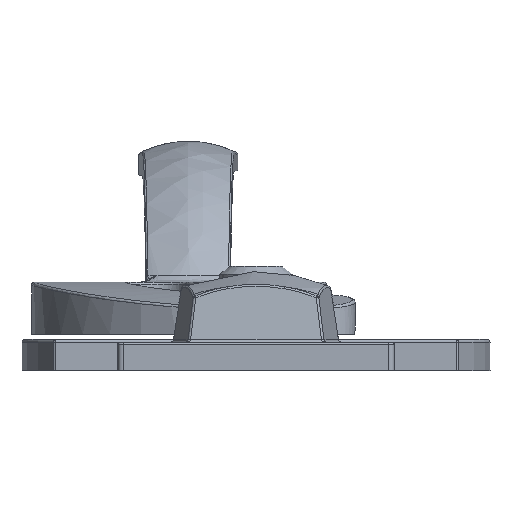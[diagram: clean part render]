
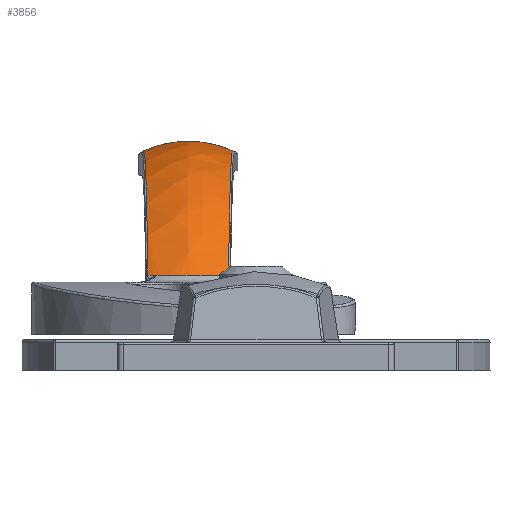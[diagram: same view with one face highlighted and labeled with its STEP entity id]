
A CAD part, left-side view. The second image highlights one B-rep face of the part: STEP entity #3856.
In plain terms, the highlighted free-form (B-spline) face has degree [2, 2] with [3, 5] control points.
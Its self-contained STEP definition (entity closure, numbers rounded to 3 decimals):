
#66=B_SPLINE_CURVE_WITH_KNOTS('',3,(#6391,#6392,#6393,#6394,#6395,#6396),
 .UNSPECIFIED.,.F.,.F.,(4,1,1,4),(0.,1.58,3.16,
5.529),.UNSPECIFIED.);
#77=B_SPLINE_CURVE_WITH_KNOTS('',3,(#6614,#6615,#6616,#6617,#6618,#6619),
 .UNSPECIFIED.,.F.,.F.,(4,1,1,4),(0.,2.373,3.954,
5.536),.UNSPECIFIED.);
#81=B_SPLINE_CURVE_WITH_KNOTS('',3,(#6696,#6697,#6698,#6699,#6700,#6701),
 .UNSPECIFIED.,.F.,.F.,(4,2,4),(0.229,0.723,1.107),
 .UNSPECIFIED.);
#82=B_SPLINE_CURVE_WITH_KNOTS('',3,(#6702,#6703,#6704,#6705,#6706,#6707),
 .UNSPECIFIED.,.F.,.F.,(4,2,4),(1.107,1.48,1.975),
 .UNSPECIFIED.);
#104=B_SPLINE_CURVE_WITH_KNOTS('',3,(#7318,#7319,#7320,#7321,#7322,#7323,
#7324),.UNSPECIFIED.,.F.,.F.,(4,3,4),(0.138,0.929,
1.984),.UNSPECIFIED.);
#946=FACE_OUTER_BOUND('',#1227,.T.);
#1227=EDGE_LOOP('',(#3189,#3190,#3191,#3192,#3193));
#1783=VERTEX_POINT('',#6346);
#1785=VERTEX_POINT('',#6389);
#1794=VERTEX_POINT('',#6564);
#1796=VERTEX_POINT('',#6605);
#1802=VERTEX_POINT('',#6695);
#2226=EDGE_CURVE('',#1785,#1783,#66,.T.);
#2244=EDGE_CURVE('',#1794,#1796,#77,.T.);
#2251=EDGE_CURVE('',#1783,#1802,#81,.T.);
#2252=EDGE_CURVE('',#1802,#1794,#82,.T.);
#2334=EDGE_CURVE('',#1796,#1785,#104,.T.);
#3189=ORIENTED_EDGE('',*,*,#2244,.F.);
#3190=ORIENTED_EDGE('',*,*,#2252,.F.);
#3191=ORIENTED_EDGE('',*,*,#2251,.F.);
#3192=ORIENTED_EDGE('',*,*,#2226,.F.);
#3193=ORIENTED_EDGE('',*,*,#2334,.F.);
#3706=(
BOUNDED_SURFACE()
B_SPLINE_SURFACE(2,2,((#7325,#7326,#7327,#7328,#7329),(#7330,#7331,#7332,
#7333,#7334),(#7335,#7336,#7337,#7338,#7339)),.UNSPECIFIED.,.F.,.F.,.F.)
B_SPLINE_SURFACE_WITH_KNOTS((3,3),(3,2,3),(2.964,4.285),
(0.,1.084,2.168),.UNSPECIFIED.)
GEOMETRIC_REPRESENTATION_ITEM()
RATIONAL_B_SPLINE_SURFACE(((1.,0.857,1.,0.857,1.),
(0.79,0.676,0.79,0.676,
0.79),(1.,0.857,1.,0.857,1.)))
REPRESENTATION_ITEM('')
SURFACE()
);
#3856=ADVANCED_FACE('',(#946),#3706,.F.);
#6346=CARTESIAN_POINT('',(84.,21.492,35.135));
#6389=CARTESIAN_POINT('',(35.84,20.741,11.341));
#6391=CARTESIAN_POINT('Ctrl Pts',(35.84,20.741,11.341));
#6392=CARTESIAN_POINT('Ctrl Pts',(39.034,20.791,15.578));
#6393=CARTESIAN_POINT('Ctrl Pts',(46.556,20.908,23.195));
#6394=CARTESIAN_POINT('Ctrl Pts',(62.763,21.161,32.602));
#6395=CARTESIAN_POINT('Ctrl Pts',(76.042,21.368,35.193));
#6396=CARTESIAN_POINT('Ctrl Pts',(84.,21.492,35.135));
#6564=CARTESIAN_POINT('',(84.,4.511,35.18));
#6605=CARTESIAN_POINT('',(35.787,5.262,11.338));
#6614=CARTESIAN_POINT('Ctrl Pts',(84.,4.511,35.18));
#6615=CARTESIAN_POINT('Ctrl Pts',(76.032,4.635,35.238));
#6616=CARTESIAN_POINT('Ctrl Pts',(62.736,4.842,32.64));
#6617=CARTESIAN_POINT('Ctrl Pts',(46.511,5.095,23.214));
#6618=CARTESIAN_POINT('Ctrl Pts',(38.983,5.213,15.583));
#6619=CARTESIAN_POINT('Ctrl Pts',(35.787,5.262,11.338));
#6695=CARTESIAN_POINT('',(84.,12.953,37.));
#6696=CARTESIAN_POINT('Ctrl Pts',(84.,21.492,35.136));
#6697=CARTESIAN_POINT('Ctrl Pts',(84.,19.997,35.833));
#6698=CARTESIAN_POINT('Ctrl Pts',(84.,18.408,36.337));
#6699=CARTESIAN_POINT('Ctrl Pts',(84.,15.521,36.881));
#6700=CARTESIAN_POINT('Ctrl Pts',(84.,14.237,37.));
#6701=CARTESIAN_POINT('Ctrl Pts',(84.,12.953,37.));
#6702=CARTESIAN_POINT('Ctrl Pts',(84.,12.953,37.));
#6703=CARTESIAN_POINT('Ctrl Pts',(84.,11.706,37.));
#6704=CARTESIAN_POINT('Ctrl Pts',(84.,10.46,36.888));
#6705=CARTESIAN_POINT('Ctrl Pts',(84.,7.604,36.366));
#6706=CARTESIAN_POINT('Ctrl Pts',(84.,6.011,35.87));
#6707=CARTESIAN_POINT('Ctrl Pts',(84.,4.511,35.181));
#7318=CARTESIAN_POINT('Ctrl Pts',(35.787,5.262,11.338));
#7319=CARTESIAN_POINT('Ctrl Pts',(34.712,7.295,11.287));
#7320=CARTESIAN_POINT('Ctrl Pts',(34.065,9.558,11.26));
#7321=CARTESIAN_POINT('Ctrl Pts',(33.911,11.853,11.254));
#7322=CARTESIAN_POINT('Ctrl Pts',(33.706,14.917,11.246));
#7323=CARTESIAN_POINT('Ctrl Pts',(34.386,18.038,11.272));
#7324=CARTESIAN_POINT('Ctrl Pts',(35.84,20.741,11.341));
#7325=CARTESIAN_POINT('Ctrl Pts',(36.618,2.403,10.));
#7326=CARTESIAN_POINT('Ctrl Pts',(57.49,2.403,38.528));
#7327=CARTESIAN_POINT('Ctrl Pts',(92.468,2.403,33.429));
#7328=CARTESIAN_POINT('Ctrl Pts',(127.447,2.403,28.33));
#7329=CARTESIAN_POINT('Ctrl Pts',(139.307,2.403,-4.969));
#7330=CARTESIAN_POINT('Ctrl Pts',(28.418,12.953,10.));
#7331=CARTESIAN_POINT('Ctrl Pts',(49.29,12.953,43.465));
#7332=CARTESIAN_POINT('Ctrl Pts',(88.632,12.953,40.676));
#7333=CARTESIAN_POINT('Ctrl Pts',(127.974,12.953,37.888));
#7334=CARTESIAN_POINT('Ctrl Pts',(143.917,12.953,1.813));
#7335=CARTESIAN_POINT('Ctrl Pts',(36.618,23.502,10.));
#7336=CARTESIAN_POINT('Ctrl Pts',(57.49,23.502,38.528));
#7337=CARTESIAN_POINT('Ctrl Pts',(92.468,23.502,33.429));
#7338=CARTESIAN_POINT('Ctrl Pts',(127.447,23.502,28.33));
#7339=CARTESIAN_POINT('Ctrl Pts',(139.307,23.502,-4.969));
